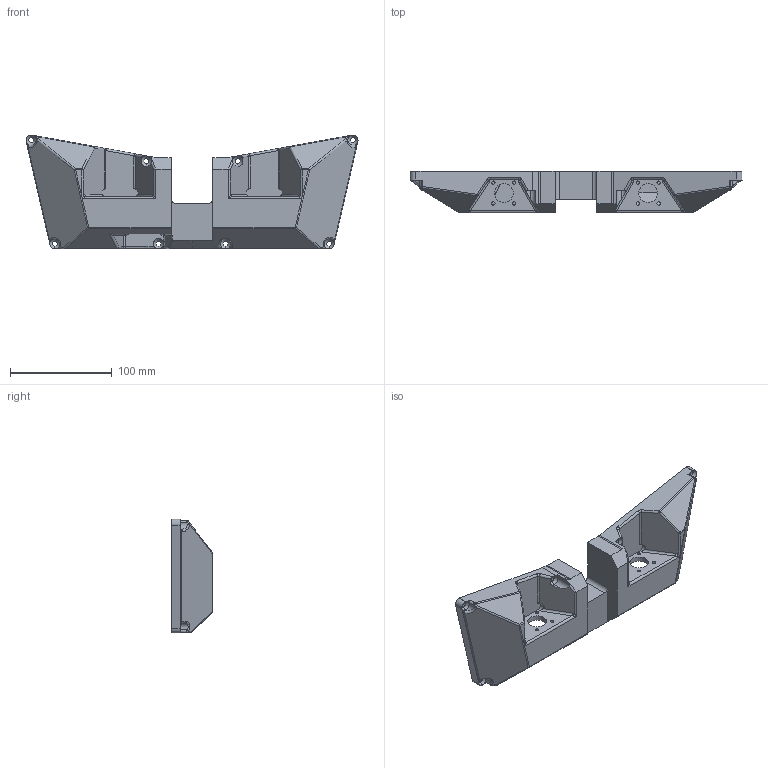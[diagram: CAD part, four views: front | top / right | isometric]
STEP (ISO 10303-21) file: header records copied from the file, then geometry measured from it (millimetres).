
FILE_DESCRIPTION (( 'STEP AP214' ), '1' );
FILE_NAME ('carter_sup_Ab.STEP', '2019-09-27T16:28:33', ( '' ), ( '' ), 'SwSTEP 2.0', 'SolidWorks 2016', '' );
FILE_SCHEMA (( 'AUTOMOTIVE_DESIGN' ));
Length unit declared in the file: millimetre
Products named in the file (1): carter_sup_Ab
Bounding box: 326.94 x 41 x 112.06 mm (x, y, z)
Volume: 322530.9 mm3; surface area: 119944.9 mm2
Topology: 1 solids, 1 shells, 403 faces, 1098 edges, 680 vertices
Faces by surface type: cylinder 210, plane 128, sphere 26, bspline 21, cone 16, torus 2
Entity records: 13503 total; most frequent: CARTESIAN_POINT 3350, ORIENTED_EDGE 2176, DIRECTION 2152, EDGE_CURVE 1088, AXIS2_PLACEMENT_3D 803, VERTEX_POINT 680, VECTOR 546, LINE 546
